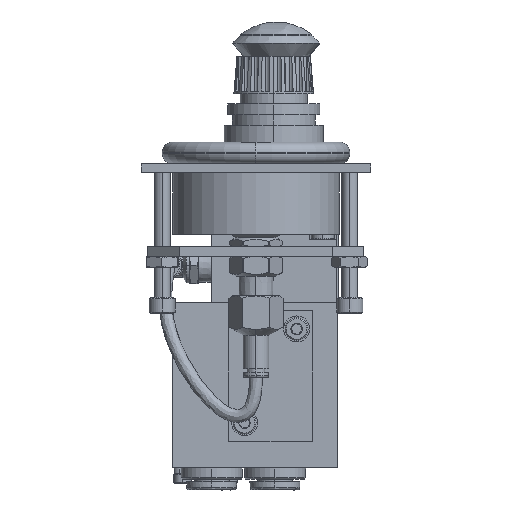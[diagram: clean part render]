
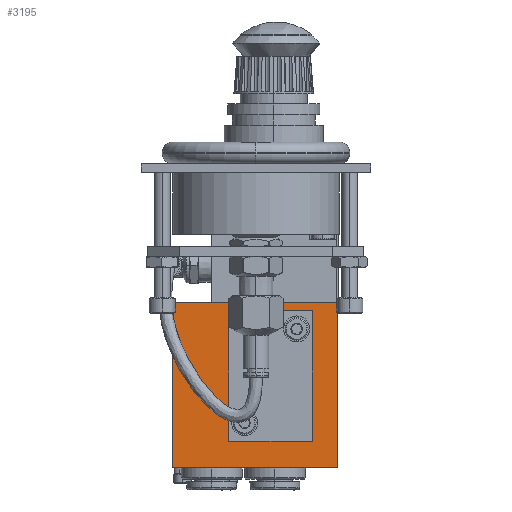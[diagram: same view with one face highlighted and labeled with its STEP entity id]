
A CAD part, left-side view. The second image highlights one B-rep face of the part: STEP entity #3195.
In plain terms, the highlighted planar face has unit normal (-1, 0, 0).
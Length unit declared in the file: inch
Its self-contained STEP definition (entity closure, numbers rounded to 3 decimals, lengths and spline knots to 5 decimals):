
#776 = LINE ( 'NONE', #56286, #144470 ) ;
#3195 = ADVANCED_FACE ( 'NONE', ( #90539, #87780 ), #17910, .F. ) ;
#4429 = CARTESIAN_POINT ( 'NONE',  ( 0.43169, 0.39634, 0.9644 ) ) ;
#7519 = DIRECTION ( 'NONE',  ( 0., 0., -1. ) ) ;
#7685 = CARTESIAN_POINT ( 'NONE',  ( 0.43169, 2.07055, -0.9236 ) ) ;
#13208 = VERTEX_POINT ( 'NONE', #7685 ) ;
#15683 = DIRECTION ( 'NONE',  ( 0., 0., 1. ) ) ;
#16251 = VECTOR ( 'NONE', #194112, 39.37008 ) ;
#17904 = CARTESIAN_POINT ( 'NONE',  ( 0.43169, 2.07055, 1.0564 ) ) ;
#17910 = PLANE ( 'NONE',  #138260 ) ;
#19364 = EDGE_CURVE ( 'NONE', #115884, #99770, #47889, .T. ) ;
#19960 = VERTEX_POINT ( 'NONE', #17904 ) ;
#29347 = CARTESIAN_POINT ( 'NONE',  ( 0.43169, 1.08055, -0.6056 ) ) ;
#32598 = VECTOR ( 'NONE', #116784, 39.37008 ) ;
#33505 = CARTESIAN_POINT ( 'NONE',  ( 0.43169, 1.08055, 1.0564 ) ) ;
#33634 = CARTESIAN_POINT ( 'NONE',  ( 0.43169, 0.39634, -0.6056 ) ) ;
#36988 = LINE ( 'NONE', #186670, #80078 ) ;
#40711 = ORIENTED_EDGE ( 'NONE', *, *, #87366, .F. ) ;
#44753 = EDGE_CURVE ( 'NONE', #151007, #191999, #776, .T. ) ;
#47889 = LINE ( 'NONE', #29347, #16251 ) ;
#48776 = DIRECTION ( 'NONE',  ( 0., 0., -1. ) ) ;
#51865 = ORIENTED_EDGE ( 'NONE', *, *, #71539, .F. ) ;
#54958 = CARTESIAN_POINT ( 'NONE',  ( 0.43169, 0.09055, 1.0564 ) ) ;
#56286 = CARTESIAN_POINT ( 'NONE',  ( 0.43169, 1.08055, 0.9644 ) ) ;
#63962 = CARTESIAN_POINT ( 'NONE',  ( 0.43169, 1.39634, 0.9644 ) ) ;
#67718 = DIRECTION ( 'NONE',  ( 1., 0., 0. ) ) ;
#71539 = EDGE_CURVE ( 'NONE', #204912, #140279, #199785, .T. ) ;
#74847 = EDGE_LOOP ( 'NONE', ( #201705, #177674, #76687, #159563 ) ) ;
#76687 = ORIENTED_EDGE ( 'NONE', *, *, #44753, .F. ) ;
#80078 = VECTOR ( 'NONE', #168929, 39.37008 ) ;
#87366 = EDGE_CURVE ( 'NONE', #140279, #13208, #138842, .T. ) ;
#87780 = FACE_OUTER_BOUND ( 'NONE', #105260, .T. ) ;
#90539 = FACE_BOUND ( 'NONE', #74847, .T. ) ;
#98966 = VECTOR ( 'NONE', #48776, 39.37008 ) ;
#99770 = VERTEX_POINT ( 'NONE', #33634 ) ;
#104423 = LINE ( 'NONE', #33505, #179218 ) ;
#105260 = EDGE_LOOP ( 'NONE', ( #161704, #40711, #51865, #151304 ) ) ;
#105665 = CARTESIAN_POINT ( 'NONE',  ( 0.43169, 0.09055, 1.0564 ) ) ;
#105772 = DIRECTION ( 'NONE',  ( 0., 1., 0. ) ) ;
#108718 = LINE ( 'NONE', #218147, #137170 ) ;
#113184 = DIRECTION ( 'NONE',  ( 0., 1., 0. ) ) ;
#115434 = EDGE_CURVE ( 'NONE', #99770, #151007, #108718, .T. ) ;
#115884 = VERTEX_POINT ( 'NONE', #180139 ) ;
#116784 = DIRECTION ( 'NONE',  ( 0., 1., 0. ) ) ;
#117473 = CARTESIAN_POINT ( 'NONE',  ( 0.43169, 2.07055, 0.0664 ) ) ;
#129389 = CARTESIAN_POINT ( 'NONE',  ( 0.43169, 0.09055, -0.9236 ) ) ;
#137170 = VECTOR ( 'NONE', #15683, 39.37008 ) ;
#138260 = AXIS2_PLACEMENT_3D ( 'NONE', #54958, #67718, #183409 ) ;
#138842 = LINE ( 'NONE', #207716, #32598 ) ;
#140279 = VERTEX_POINT ( 'NONE', #129389 ) ;
#141474 = EDGE_CURVE ( 'NONE', #191999, #115884, #36988, .T. ) ;
#144470 = VECTOR ( 'NONE', #113184, 39.37008 ) ;
#151007 = VERTEX_POINT ( 'NONE', #4429 ) ;
#151304 = ORIENTED_EDGE ( 'NONE', *, *, #197084, .T. ) ;
#156233 = EDGE_CURVE ( 'NONE', #19960, #13208, #188696, .T. ) ;
#159563 = ORIENTED_EDGE ( 'NONE', *, *, #115434, .F. ) ;
#159599 = VECTOR ( 'NONE', #7519, 39.37008 ) ;
#161704 = ORIENTED_EDGE ( 'NONE', *, *, #156233, .T. ) ;
#166590 = CARTESIAN_POINT ( 'NONE',  ( 0.43169, 0.09055, 1.0564 ) ) ;
#168929 = DIRECTION ( 'NONE',  ( 0., 0., -1. ) ) ;
#177674 = ORIENTED_EDGE ( 'NONE', *, *, #141474, .F. ) ;
#179218 = VECTOR ( 'NONE', #105772, 39.37008 ) ;
#180139 = CARTESIAN_POINT ( 'NONE',  ( 0.43169, 1.39634, -0.6056 ) ) ;
#183409 = DIRECTION ( 'NONE',  ( 0., 0., -1. ) ) ;
#186670 = CARTESIAN_POINT ( 'NONE',  ( 0.43169, 1.39634, 0.0664 ) ) ;
#188696 = LINE ( 'NONE', #117473, #159599 ) ;
#191999 = VERTEX_POINT ( 'NONE', #63962 ) ;
#194112 = DIRECTION ( 'NONE',  ( 0., -1., 0. ) ) ;
#197084 = EDGE_CURVE ( 'NONE', #204912, #19960, #104423, .T. ) ;
#199785 = LINE ( 'NONE', #105665, #98966 ) ;
#201705 = ORIENTED_EDGE ( 'NONE', *, *, #19364, .F. ) ;
#204912 = VERTEX_POINT ( 'NONE', #166590 ) ;
#207716 = CARTESIAN_POINT ( 'NONE',  ( 0.43169, 2.07055, -0.9236 ) ) ;
#218147 = CARTESIAN_POINT ( 'NONE',  ( 0.43169, 0.39634, 0.0664 ) ) ;
